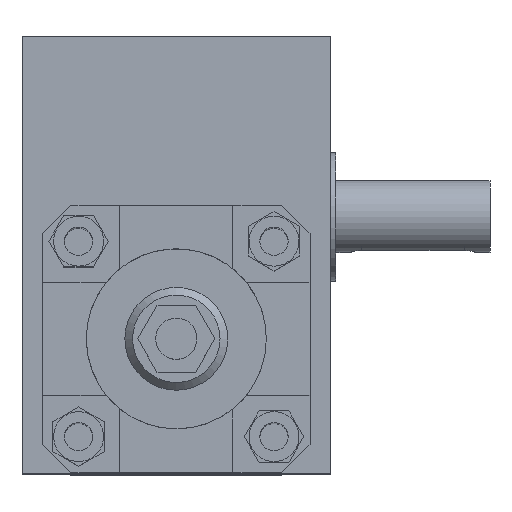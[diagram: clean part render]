
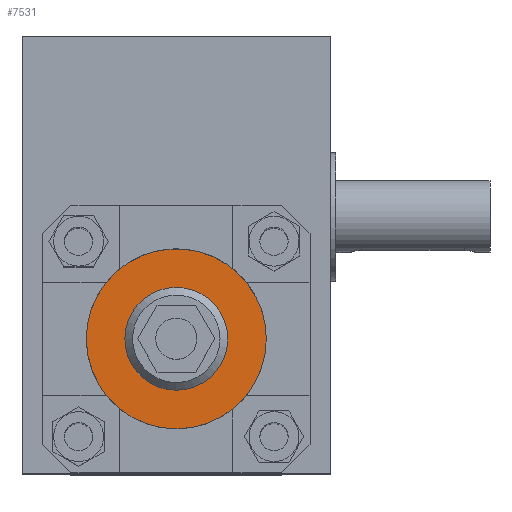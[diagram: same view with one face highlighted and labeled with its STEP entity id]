
A CAD part, top view. The second image highlights one B-rep face of the part: STEP entity #7531.
In plain terms, the highlighted planar face has unit normal (0, 0, 1).
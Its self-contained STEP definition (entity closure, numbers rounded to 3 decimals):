
#4753=CARTESIAN_POINT('',(10.0,-16.5,159.5));
#4754=VERTEX_POINT('',#4753);
#4755=CARTESIAN_POINT('',(0.,-16.5,159.5));
#4756=DIRECTION('',(0.0,0.0,-1.0));
#4757=DIRECTION('',(-1.0,0.0,0.0));
#4758=AXIS2_PLACEMENT_3D('',#4755,#4756,#4757);
#4759=CIRCLE('',#4758,10.0);
#4760=EDGE_CURVE('',#4754,#4754,#4759,.T.);
#7484=CARTESIAN_POINT('',(17.5,-16.5,159.5));
#7485=VERTEX_POINT('',#7484);
#7486=CARTESIAN_POINT('',(0.0,-16.5,159.5));
#7487=DIRECTION('',(0.0,0.0,-1.0));
#7488=DIRECTION('',(-1.0,0.0,0.0));
#7489=AXIS2_PLACEMENT_3D('',#7486,#7487,#7488);
#7490=CIRCLE('',#7489,17.5);
#7491=EDGE_CURVE('',#7485,#7485,#7490,.T.);
#7520=CARTESIAN_POINT('',(0.0,-16.5,159.5));
#7521=DIRECTION('',(0.0,0.0,-1.0));
#7522=DIRECTION('',(-1.0,0.0,0.0));
#7523=AXIS2_PLACEMENT_3D('',#7520,#7521,#7522);
#7524=PLANE('',#7523);
#7525=ORIENTED_EDGE('',*,*,#7491,.F.);
#7526=EDGE_LOOP('',(#7525));
#7527=FACE_OUTER_BOUND('',#7526,.T.);
#7528=ORIENTED_EDGE('',*,*,#4760,.T.);
#7529=EDGE_LOOP('',(#7528));
#7530=FACE_BOUND('',#7529,.T.);
#7531=ADVANCED_FACE('',(#7527,#7530),#7524,.F.);
